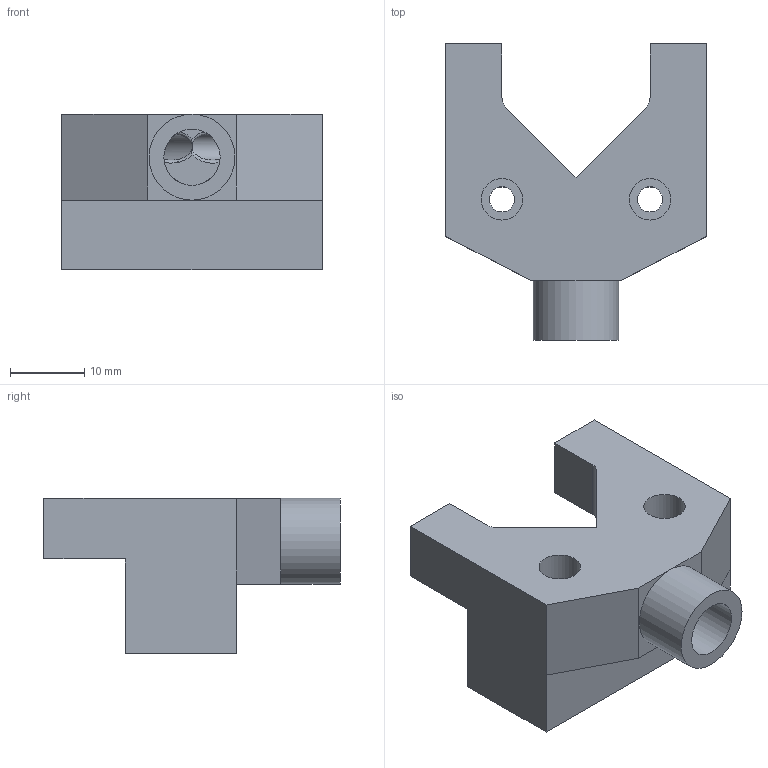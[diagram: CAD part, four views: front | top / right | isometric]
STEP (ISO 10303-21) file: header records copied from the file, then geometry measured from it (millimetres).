
FILE_DESCRIPTION(/* description */ (''),/* implementation_level */ '2;1');
FILE_NAME(/* name */ 'HexTrudORT Berd Air Mount for Dragon.step',/* time_stamp */ '2022-08-15T11:01:25-04:00',/* author */ (''),/* organization */ (''),/* preprocessor_version */ 'ST-DEVELOPER v19',/* originating_system */ 'Autodesk Translation Framework v11.7.0.108',/* authorisation */ '');
FILE_SCHEMA (('AUTOMOTIVE_DESIGN { 1 0 10303 214 3 1 1 }'));
Length unit declared in the file: millimetre
Products named in the file (1): HexTrudORT Berd Air Mount for Dragon Scratch Build
Bounding box: 35.2 x 40 x 21 mm (x, y, z)
Volume: 12061.1 mm3; surface area: 5953.9 mm2
Topology: 1 solids, 1 shells, 43 faces, 116 edges, 76 vertices
Faces by surface type: plane 25, cylinder 12, bspline 4, torus 2
Full cylindrical faces by diameter (mm): 3.4 x2, 3.6 x4, 5.6 x2, 7.6 x1, 11.6 x1
Entity records: 1666 total; most frequent: CARTESIAN_POINT 536, ORIENTED_EDGE 232, DIRECTION 221, EDGE_CURVE 116, AXIS2_PLACEMENT_3D 79, VERTEX_POINT 76, LINE 63, VECTOR 63
